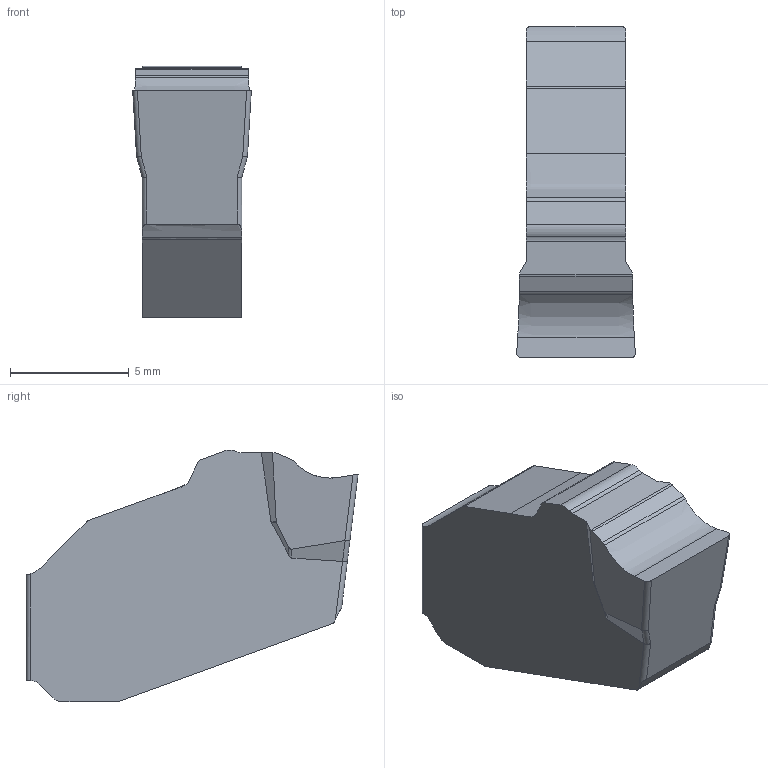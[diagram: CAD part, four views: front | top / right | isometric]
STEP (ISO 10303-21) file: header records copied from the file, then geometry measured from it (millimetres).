
FILE_DESCRIPTION(/* description */ (''),/* implementation_level */ '2;1');
FILE_NAME(/* name */ 'aaa340745_a.stp',/* time_stamp */ '2019-10-08T09:03:14+02:00',/* author */ (''),/* organization */ ('SMS'),/* preprocessor_version */ 'ST-DEVELOPER v16.7',/* originating_system */ 'SIEMENS PLM Software NX 12.0',/* authorisation */ '');
FILE_SCHEMA (('AUTOMOTIVE_DESIGN { 1 0 10303 214 3 1 1 1 }'));
Length unit declared in the file: millimetre
Products named in the file (1): AAA340745_A
Bounding box: 5 x 14 x 10.62 mm (x, y, z)
Volume: 436.3 mm3; surface area: 380.5 mm2
Topology: 1 solids, 1 shells, 50 faces, 143 edges, 97 vertices
Faces by surface type: plane 22, cylinder 22, extrusion 6
Entity records: 1987 total; most frequent: CARTESIAN_POINT 618, ORIENTED_EDGE 284, DIRECTION 266, EDGE_CURVE 142, VERTEX_POINT 94, VECTOR 92, AXIS2_PLACEMENT_3D 87, LINE 86
